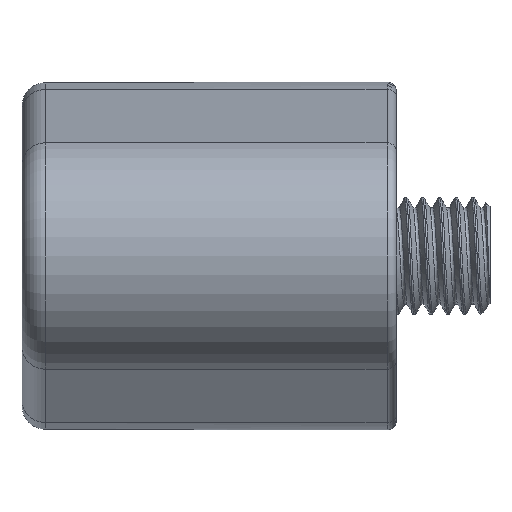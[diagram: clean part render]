
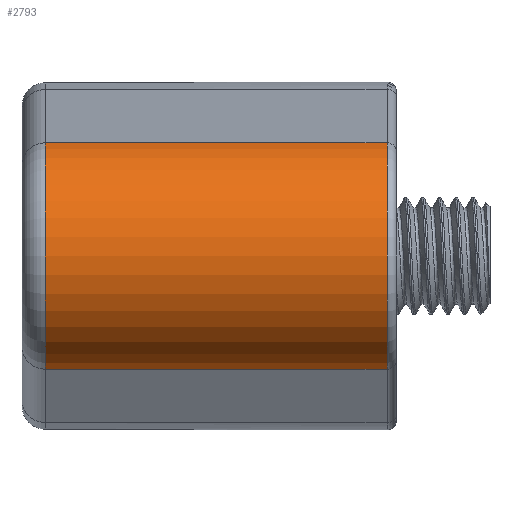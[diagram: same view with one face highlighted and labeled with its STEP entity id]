
A CAD part, left-side view. The second image highlights one B-rep face of the part: STEP entity #2793.
In plain terms, the highlighted cylindrical face has radius 6.35 mm (diameter 12.7 mm), a partial arc.
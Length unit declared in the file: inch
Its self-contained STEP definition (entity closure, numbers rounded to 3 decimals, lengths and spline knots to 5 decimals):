
#386=FACE_OUTER_BOUND('',#585,.T.);
#585=EDGE_LOOP('',(#2220,#2221,#2222,#2223));
#743=CIRCLE('',#3082,0.25);
#746=CIRCLE('',#3089,0.25);
#913=LINE('',#8061,#1076);
#915=LINE('',#8065,#1078);
#1076=VECTOR('',#3696,0.3937);
#1078=VECTOR('',#3700,0.3937);
#1285=VERTEX_POINT('',#8038);
#1287=VERTEX_POINT('',#8047);
#1290=VERTEX_POINT('',#8060);
#1291=VERTEX_POINT('',#8064);
#1614=EDGE_CURVE('',#1285,#1287,#743,.T.);
#1619=EDGE_CURVE('',#1290,#1287,#913,.T.);
#1621=EDGE_CURVE('',#1291,#1285,#915,.T.);
#1622=EDGE_CURVE('',#1290,#1291,#746,.T.);
#2220=ORIENTED_EDGE('',*,*,#1614,.F.);
#2221=ORIENTED_EDGE('',*,*,#1621,.F.);
#2222=ORIENTED_EDGE('',*,*,#1622,.F.);
#2223=ORIENTED_EDGE('',*,*,#1619,.T.);
#2479=CYLINDRICAL_SURFACE('',#3088,0.25);
#2793=ADVANCED_FACE('',(#386),#2479,.T.);
#3082=AXIS2_PLACEMENT_3D('',#8051,#3682,#3683);
#3088=AXIS2_PLACEMENT_3D('',#8063,#3698,#3699);
#3089=AXIS2_PLACEMENT_3D('',#8066,#3701,#3702);
#3682=DIRECTION('center_axis',(0.,-1.,0.));
#3683=DIRECTION('ref_axis',(-1.,0.,0.));
#3696=DIRECTION('',(0.,-1.,0.));
#3698=DIRECTION('center_axis',(0.,-1.,0.));
#3699=DIRECTION('ref_axis',(-0.254,0.,-0.967));
#3700=DIRECTION('',(0.,-1.,0.));
#3701=DIRECTION('center_axis',(0.,1.,0.));
#3702=DIRECTION('ref_axis',(-1.,0.,0.));
#8038=CARTESIAN_POINT('',(-1.47136,-0.005,0.02645));
#8047=CARTESIAN_POINT('',(-1.47136,-0.005,-0.45722));
#8051=CARTESIAN_POINT('Origin',(-1.40797,-0.005,-0.21539));
#8060=CARTESIAN_POINT('',(-1.47136,0.725,-0.45722));
#8061=CARTESIAN_POINT('',(-1.47136,0.775,-0.45722));
#8063=CARTESIAN_POINT('Origin',(-1.40797,0.775,-0.21539));
#8064=CARTESIAN_POINT('',(-1.47136,0.725,0.02645));
#8065=CARTESIAN_POINT('',(-1.47136,0.775,0.02645));
#8066=CARTESIAN_POINT('Origin',(-1.40797,0.725,-0.21539));
